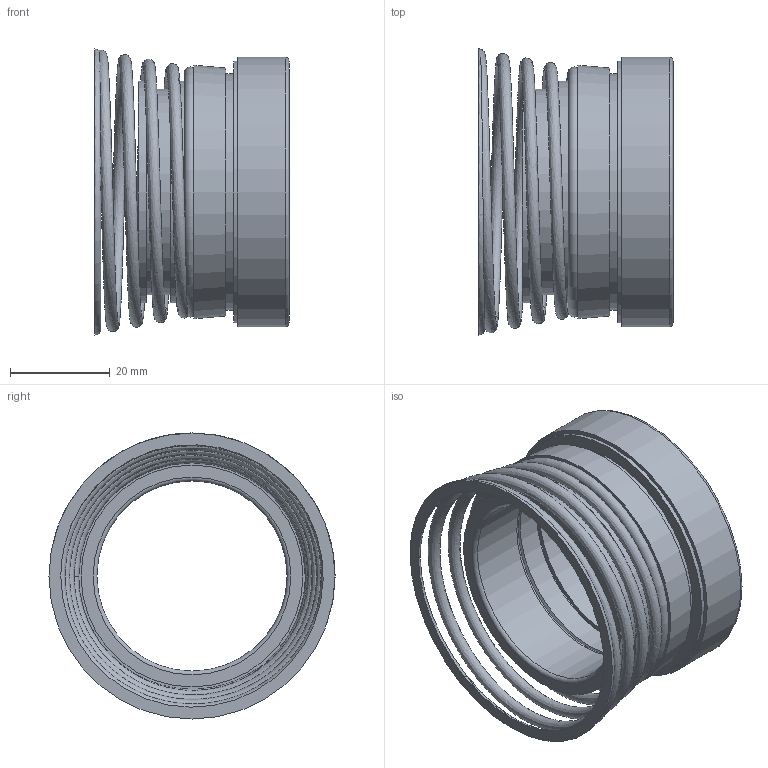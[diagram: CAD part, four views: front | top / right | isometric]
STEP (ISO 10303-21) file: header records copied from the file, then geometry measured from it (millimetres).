
FILE_DESCRIPTION(/* description */ ('MECH. SEAL ASSY.'),/* implementation_level */ '2;1');
FILE_NAME(/* name */ '18025.stp',/* time_stamp */ '2016-12-05T12:00:18-05:00',/* author */ ('MJC'),/* organization */ (''),/* preprocessor_version */ 'ST-DEVELOPER v16.5',/* originating_system */ 'Autodesk Inventor 2017',/* authorisation */ '');
FILE_SCHEMA (('AUTOMOTIVE_DESIGN { 1 0 10303 214 3 1 1 }'));
Length unit declared in the file: inch
Products named in the file (1): 18025
Bounding box: 38.87 x 57.34 x 57.34 mm (x, y, z)
Volume: 24524.8 mm3; surface area: 17566.3 mm2
Topology: 1 solids, 1 shells, 33 faces, 60 edges, 39 vertices
Faces by surface type: plane 14, cylinder 11, torus 5, cone 2, bspline 1
Full cylindrical faces by diameter (mm): 38.1 x1, 39.37 x2, 40.957 x1, 41.148 x1, 41.275 x1, 44.45 x2, 47.307 x1, 52.387 x1, 53.975 x1
Entity records: 1595 total; most frequent: CARTESIAN_POINT 956, DIRECTION 138, ORIENTED_EDGE 80, AXIS2_PLACEMENT_3D 69, EDGE_LOOP 66, EDGE_CURVE 40, VERTEX_POINT 38, CIRCLE 35
